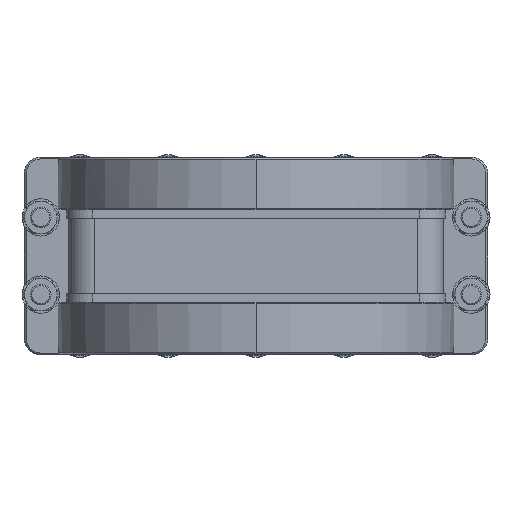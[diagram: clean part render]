
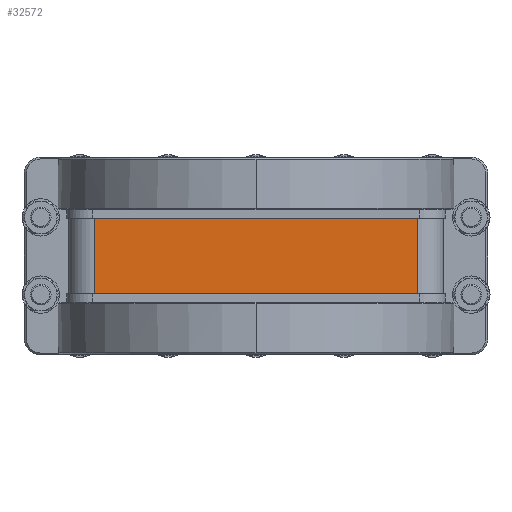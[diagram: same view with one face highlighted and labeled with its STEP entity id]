
A CAD part, front view. The second image highlights one B-rep face of the part: STEP entity #32572.
In plain terms, the highlighted planar face has unit normal (0, -1, 0).
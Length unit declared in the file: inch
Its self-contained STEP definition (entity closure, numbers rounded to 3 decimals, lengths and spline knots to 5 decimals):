
#12256=DIRECTION('',(1.,0.,0.));
#12257=VECTOR('',#12256,4.88);
#12258=CARTESIAN_POINT('',(-2.44,-2.635,-0.5675));
#12259=LINE('',#12258,#12257);
#12260=DIRECTION('',(0.,0.,-1.));
#12261=VECTOR('',#12260,1.135);
#12262=CARTESIAN_POINT('',(-2.44,-2.635,0.5675));
#12263=LINE('',#12262,#12261);
#12264=DIRECTION('',(1.,0.,0.));
#12265=VECTOR('',#12264,4.88);
#12266=CARTESIAN_POINT('',(-2.44,-2.635,0.5675));
#12267=LINE('',#12266,#12265);
#12268=DIRECTION('',(0.,0.,-1.));
#12269=VECTOR('',#12268,1.135);
#12270=CARTESIAN_POINT('',(2.44,-2.635,0.5675));
#12271=LINE('',#12270,#12269);
#15064=CARTESIAN_POINT('',(-2.44,-2.635,0.5675));
#15065=CARTESIAN_POINT('',(2.44,-2.635,0.5675));
#15066=VERTEX_POINT('',#15064);
#15067=VERTEX_POINT('',#15065);
#15112=CARTESIAN_POINT('',(-2.44,-2.635,-0.5675));
#15113=CARTESIAN_POINT('',(2.44,-2.635,-0.5675));
#15114=VERTEX_POINT('',#15112);
#15115=VERTEX_POINT('',#15113);
#32560=CARTESIAN_POINT('',(-2.825,-2.635,-0.7025));
#32561=DIRECTION('',(0.,-1.,0.));
#32562=DIRECTION('',(1.,0.,0.));
#32563=AXIS2_PLACEMENT_3D('',#32560,#32561,#32562);
#32564=PLANE('',#32563);
#32565=ORIENTED_EDGE('',*,*,#32420,.F.);
#32567=ORIENTED_EDGE('',*,*,#32566,.F.);
#32568=ORIENTED_EDGE('',*,*,#32472,.T.);
#32569=ORIENTED_EDGE('',*,*,#32553,.T.);
#32570=EDGE_LOOP('',(#32565,#32567,#32568,#32569));
#32571=FACE_OUTER_BOUND('',#32570,.F.);
#32572=ADVANCED_FACE('',(#32571),#32564,.T.);
#32420=EDGE_CURVE('',#15114,#15115,#12259,.T.);
#32472=EDGE_CURVE('',#15066,#15067,#12267,.T.);
#32553=EDGE_CURVE('',#15067,#15115,#12271,.T.);
#32566=EDGE_CURVE('',#15066,#15114,#12263,.T.);
